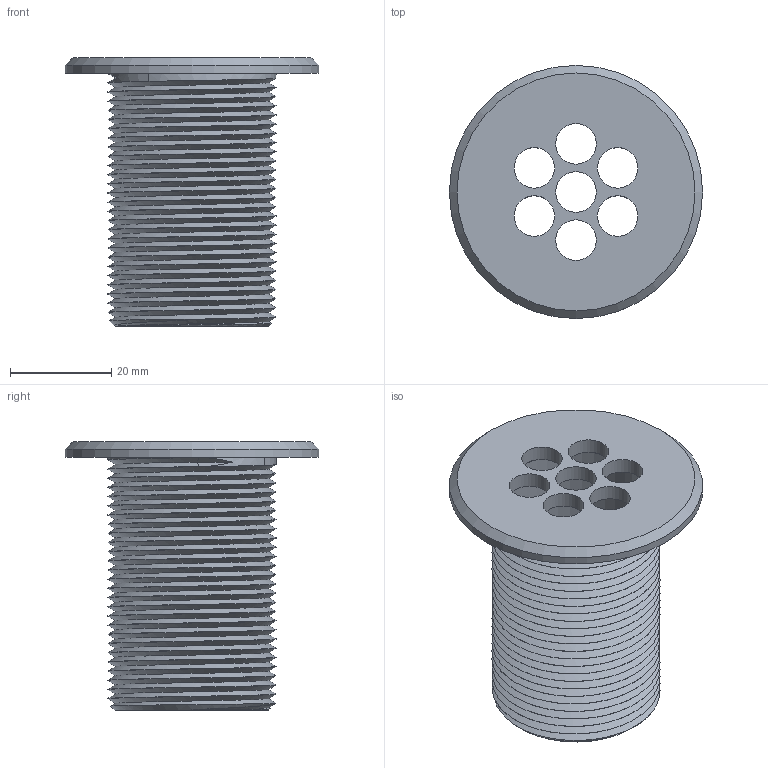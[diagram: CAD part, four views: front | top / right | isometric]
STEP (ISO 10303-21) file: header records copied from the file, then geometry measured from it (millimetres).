
FILE_DESCRIPTION(('STEP AP214'), '1');
FILE_NAME('Ð07-07 Ôîðñóíêà äëÿ êóïåëè ô50 (ÍÐ 1)', '2025-02-26T12:00:15', ('Runwill'), (''), 'C3D Converter', 'C3D Toolkit', '');
FILE_SCHEMA(('AUTOMOTIVE_DESIGN { 1 0 10303 214 3 1 1}'));
Length unit declared in the file: millimetre
Bounding box: 50 x 50 x 53 mm (x, y, z)
Volume: 15307.4 mm3; surface area: 17568.9 mm2
Topology: 1 solids, 1 shells, 52 faces, 141 edges, 93 vertices
Faces by surface type: cylinder 41, plane 7, bspline 2, cone 2
Full cylindrical faces by diameter (mm): 8 x7, 27.2 x1, 50 x1
Entity records: 12196 total; most frequent: CARTESIAN_POINT 10984, ORIENTED_EDGE 262, DIRECTION 186, EDGE_CURVE 131, VERTEX_POINT 93, EDGE_LOOP 78, AXIS2_PLACEMENT_3D 74, B_SPLINE_CURVE_WITH_KNOTS 68
